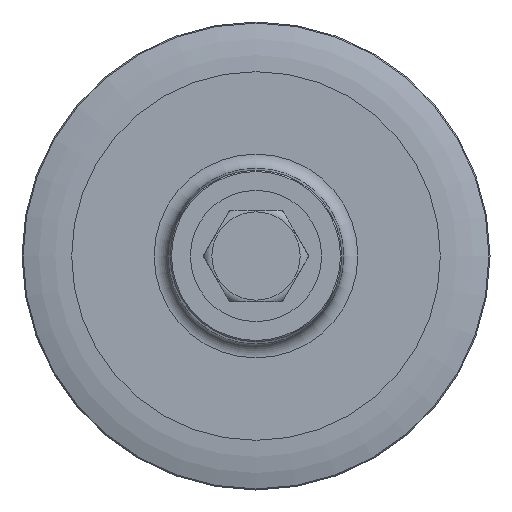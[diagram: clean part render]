
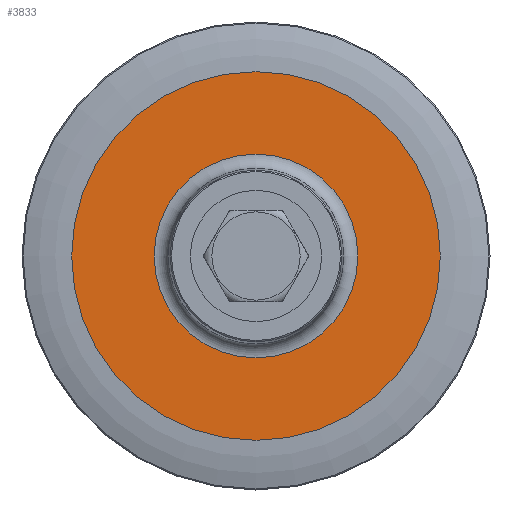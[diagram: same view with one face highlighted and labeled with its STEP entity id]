
A CAD part, front view. The second image highlights one B-rep face of the part: STEP entity #3833.
In plain terms, the highlighted planar face has unit normal (0, -1, 0).
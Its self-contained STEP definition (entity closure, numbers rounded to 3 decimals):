
#75=FACE_BOUND('',#547,.T.);
#138=PLANE('',#4240);
#309=FACE_OUTER_BOUND('',#546,.T.);
#546=EDGE_LOOP('',(#3029));
#547=EDGE_LOOP('',(#3030));
#1385=CIRCLE('',#4222,32.297);
#1396=CIRCLE('',#4239,17.855);
#1701=VERTEX_POINT('',#6333);
#1706=VERTEX_POINT('',#6354);
#2166=EDGE_CURVE('',#1701,#1701,#1385,.T.);
#2177=EDGE_CURVE('',#1706,#1706,#1396,.T.);
#3029=ORIENTED_EDGE('',*,*,#2166,.T.);
#3030=ORIENTED_EDGE('',*,*,#2177,.F.);
#3833=ADVANCED_FACE('',(#309,#75),#138,.T.);
#4222=AXIS2_PLACEMENT_3D('',#6334,#5088,#5089);
#4239=AXIS2_PLACEMENT_3D('',#6356,#5122,#5123);
#4240=AXIS2_PLACEMENT_3D('',#6357,#5124,#5125);
#5088=DIRECTION('center_axis',(0.,-1.,0.));
#5089=DIRECTION('ref_axis',(0.,0.,1.));
#5122=DIRECTION('center_axis',(0.,-1.,0.));
#5123=DIRECTION('ref_axis',(0.,0.,-1.));
#5124=DIRECTION('center_axis',(0.,-1.,0.));
#5125=DIRECTION('ref_axis',(0.,0.,-1.));
#6333=CARTESIAN_POINT('',(0.,-11.5,32.297));
#6334=CARTESIAN_POINT('Origin',(0.,-11.5,0.));
#6354=CARTESIAN_POINT('',(0.,-11.5,-17.855));
#6356=CARTESIAN_POINT('Origin',(0.,-11.5,0.));
#6357=CARTESIAN_POINT('Origin',(0.,-11.5,41.));
